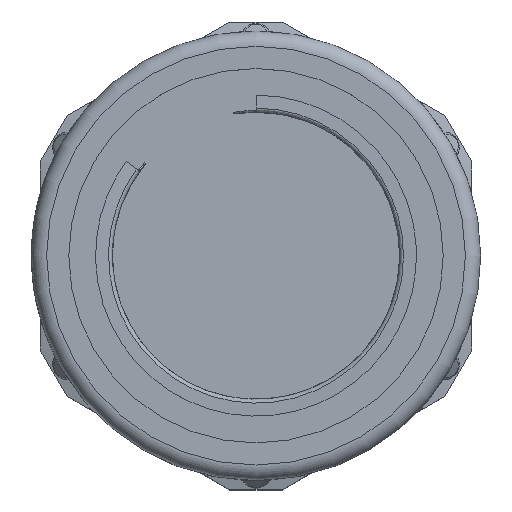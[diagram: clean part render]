
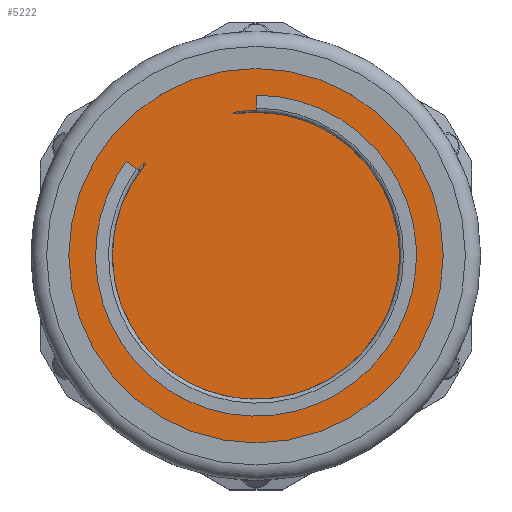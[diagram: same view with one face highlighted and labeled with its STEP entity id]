
A CAD part, top view. The second image highlights one B-rep face of the part: STEP entity #5222.
In plain terms, the highlighted planar face has unit normal (0, 0, 1).
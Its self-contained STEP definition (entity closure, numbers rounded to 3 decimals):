
#75=FACE_BOUND('',#921,.T.);
#188=PLANE('',#5581);
#603=FACE_OUTER_BOUND('',#920,.T.);
#920=EDGE_LOOP('',(#4861,#4862));
#921=EDGE_LOOP('',(#4863,#4864,#4865,#4866));
#1239=LINE('',#12528,#1566);
#1248=LINE('',#12553,#1575);
#1566=VECTOR('',#6559,10.);
#1575=VECTOR('',#6584,10.);
#1738=CIRCLE('',#5563,24.5);
#1739=CIRCLE('',#5564,24.5);
#1740=CIRCLE('',#5566,19.);
#1741=CIRCLE('',#5569,18.8);
#2505=VERTEX_POINT('',#12439);
#2506=VERTEX_POINT('',#12441);
#2507=VERTEX_POINT('',#12445);
#2508=VERTEX_POINT('',#12446);
#2513=VERTEX_POINT('',#12486);
#2514=VERTEX_POINT('',#12487);
#3274=EDGE_CURVE('',#2506,#2505,#1738,.T.);
#3275=EDGE_CURVE('',#2505,#2506,#1739,.T.);
#3276=EDGE_CURVE('',#2507,#2508,#1740,.T.);
#3282=EDGE_CURVE('',#2513,#2514,#1741,.T.);
#3289=EDGE_CURVE('',#2514,#2507,#1239,.T.);
#3302=EDGE_CURVE('',#2508,#2513,#1248,.T.);
#4861=ORIENTED_EDGE('',*,*,#3274,.T.);
#4862=ORIENTED_EDGE('',*,*,#3275,.T.);
#4863=ORIENTED_EDGE('',*,*,#3289,.F.);
#4864=ORIENTED_EDGE('',*,*,#3282,.F.);
#4865=ORIENTED_EDGE('',*,*,#3302,.F.);
#4866=ORIENTED_EDGE('',*,*,#3276,.F.);
#5222=ADVANCED_FACE('',(#603,#75),#188,.T.);
#5563=AXIS2_PLACEMENT_3D('',#12442,#6538,#6539);
#5564=AXIS2_PLACEMENT_3D('',#12443,#6540,#6541);
#5566=AXIS2_PLACEMENT_3D('',#12447,#6544,#6545);
#5569=AXIS2_PLACEMENT_3D('',#12488,#6551,#6552);
#5581=AXIS2_PLACEMENT_3D('',#12885,#6587,#6588);
#6538=DIRECTION('center_axis',(0.,0.,1.));
#6539=DIRECTION('ref_axis',(1.,0.,0.));
#6540=DIRECTION('center_axis',(0.,0.,1.));
#6541=DIRECTION('ref_axis',(1.,0.,0.));
#6544=DIRECTION('center_axis',(0.,0.,1.));
#6545=DIRECTION('ref_axis',(-1.,0.,0.));
#6551=DIRECTION('center_axis',(0.,0.,-1.));
#6552=DIRECTION('ref_axis',(-1.,0.,0.));
#6559=DIRECTION('',(-0.809,0.588,0.));
#6584=DIRECTION('',(0.,-1.,0.));
#6587=DIRECTION('center_axis',(0.,0.,1.));
#6588=DIRECTION('ref_axis',(1.,0.,0.));
#12439=CARTESIAN_POINT('',(-24.5,0.,0.));
#12441=CARTESIAN_POINT('',(24.5,0.,0.));
#12442=CARTESIAN_POINT('Origin',(0.,0.,0.));
#12443=CARTESIAN_POINT('Origin',(0.,0.,0.));
#12445=CARTESIAN_POINT('',(-14.571,12.193,0.));
#12446=CARTESIAN_POINT('',(-3.,18.762,0.));
#12447=CARTESIAN_POINT('Origin',(0.,0.,0.));
#12486=CARTESIAN_POINT('',(-3.,18.559,0.));
#12487=CARTESIAN_POINT('',(-14.409,12.076,0.));
#12488=CARTESIAN_POINT('Origin',(0.,0.,0.));
#12528=CARTESIAN_POINT('',(-6.966,6.668,0.));
#12553=CARTESIAN_POINT('',(-3.,9.555,0.));
#12885=CARTESIAN_POINT('Origin',(0.,0.,
0.));
